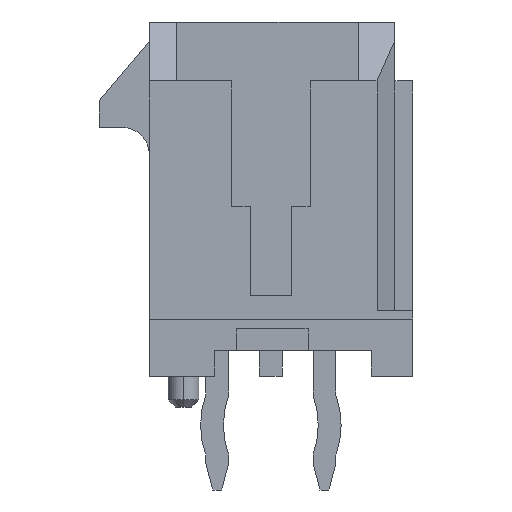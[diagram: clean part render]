
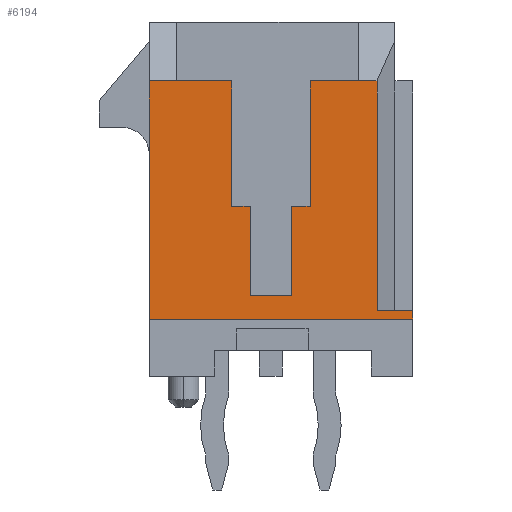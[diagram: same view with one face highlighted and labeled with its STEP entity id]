
A CAD part, left-side view. The second image highlights one B-rep face of the part: STEP entity #6194.
In plain terms, the highlighted planar face has unit normal (-1, 0, 0).
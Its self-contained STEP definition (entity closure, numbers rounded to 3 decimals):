
#1=DIRECTION('',(0.,0.,-1.));
#2=VECTOR('',#1,3.5);
#3=CARTESIAN_POINT('',(-9.325,-1.1,3.3));
#4=LINE('',#3,#2);
#5=DIRECTION('',(0.,1.,0.));
#6=VECTOR('',#5,1.35);
#7=CARTESIAN_POINT('',(-9.325,-2.45,3.3));
#8=LINE('',#7,#6);
#9=DIRECTION('',(0.,-1.,0.));
#10=VECTOR('',#9,0.52);
#11=CARTESIAN_POINT('',(-9.325,-2.45,3.3));
#12=LINE('',#11,#10);
#13=DIRECTION('',(0.,0.,-1.));
#14=VECTOR('',#13,6.41);
#15=CARTESIAN_POINT('',(-9.325,-2.97,3.3));
#16=LINE('',#15,#14);
#17=DIRECTION('',(0.,0.,-1.));
#18=VECTOR('',#17,0.25);
#19=CARTESIAN_POINT('',(-9.325,-3.97,-3.11));
#20=LINE('',#19,#18);
#21=DIRECTION('',(0.,1.,0.));
#22=VECTOR('',#21,7.37);
#23=CARTESIAN_POINT('',(-9.325,-3.97,-3.36));
#24=LINE('',#23,#22);
#25=DIRECTION('',(0.,0.,1.));
#26=VECTOR('',#25,6.66);
#27=CARTESIAN_POINT('',(-9.325,3.4,-3.36));
#28=LINE('',#27,#26);
#29=DIRECTION('',(0.,-1.,0.));
#30=VECTOR('',#29,0.76);
#31=CARTESIAN_POINT('',(-9.325,3.4,3.3));
#32=LINE('',#31,#30);
#33=DIRECTION('',(0.,1.,0.));
#34=VECTOR('',#33,1.54);
#35=CARTESIAN_POINT('',(-9.325,1.1,3.3));
#36=LINE('',#35,#34);
#37=DIRECTION('',(0.,0.,-1.));
#38=VECTOR('',#37,3.5);
#39=CARTESIAN_POINT('',(-9.325,1.1,3.3));
#40=LINE('',#39,#38);
#41=DIRECTION('',(0.,1.,0.));
#42=VECTOR('',#41,0.525);
#43=CARTESIAN_POINT('',(-9.325,0.575,-0.2));
#44=LINE('',#43,#42);
#45=DIRECTION('',(0.,0.,1.));
#46=VECTOR('',#45,2.5);
#47=CARTESIAN_POINT('',(-9.325,0.575,-2.7));
#48=LINE('',#47,#46);
#49=DIRECTION('',(0.,1.,0.));
#50=VECTOR('',#49,1.15);
#51=CARTESIAN_POINT('',(-9.325,-0.575,-2.7));
#52=LINE('',#51,#50);
#53=DIRECTION('',(0.,0.,-1.));
#54=VECTOR('',#53,2.5);
#55=CARTESIAN_POINT('',(-9.325,-0.575,-0.2));
#56=LINE('',#55,#54);
#57=DIRECTION('',(0.,1.,0.));
#58=VECTOR('',#57,0.525);
#59=CARTESIAN_POINT('',(-9.325,-1.1,-0.2));
#60=LINE('',#59,#58);
#1559=DIRECTION('',(0.,1.,0.));
#1560=VECTOR('',#1559,1.);
#1561=CARTESIAN_POINT('',(-9.325,-3.97,-3.11));
#1562=LINE('',#1561,#1560);
#4668=CARTESIAN_POINT('',(-9.325,3.4,3.3));
#4670=VERTEX_POINT('',#4668);
#4717=CARTESIAN_POINT('',(-9.325,-3.97,-3.11));
#4718=CARTESIAN_POINT('',(-9.325,-2.97,-3.11));
#4719=VERTEX_POINT('',#4717);
#4720=VERTEX_POINT('',#4718);
#4725=CARTESIAN_POINT('',(-9.325,2.64,3.3));
#4726=VERTEX_POINT('',#4725);
#4727=CARTESIAN_POINT('',(-9.325,-2.45,3.3));
#4728=VERTEX_POINT('',#4727);
#4921=CARTESIAN_POINT('',(-9.325,-1.1,3.3));
#4922=CARTESIAN_POINT('',(-9.325,-1.1,-0.2));
#4923=VERTEX_POINT('',#4921);
#4924=VERTEX_POINT('',#4922);
#4925=CARTESIAN_POINT('',(-9.325,-0.575,-0.2));
#4926=VERTEX_POINT('',#4925);
#4927=CARTESIAN_POINT('',(-9.325,-0.575,-2.7));
#4928=VERTEX_POINT('',#4927);
#4929=CARTESIAN_POINT('',(-9.325,0.575,-2.7));
#4930=VERTEX_POINT('',#4929);
#4931=CARTESIAN_POINT('',(-9.325,0.575,-0.2));
#4932=VERTEX_POINT('',#4931);
#4933=CARTESIAN_POINT('',(-9.325,1.1,-0.2));
#4934=VERTEX_POINT('',#4933);
#4935=CARTESIAN_POINT('',(-9.325,1.1,3.3));
#4936=VERTEX_POINT('',#4935);
#6045=CARTESIAN_POINT('',(-9.325,-3.97,-3.36));
#6046=CARTESIAN_POINT('',(-9.325,3.4,-3.36));
#6047=VERTEX_POINT('',#6045);
#6048=VERTEX_POINT('',#6046);
#6077=CARTESIAN_POINT('',(-9.325,-2.97,3.3));
#6078=VERTEX_POINT('',#6077);
#6155=CARTESIAN_POINT('',(-9.325,0.,0.));
#6156=DIRECTION('',(1.,0.,0.));
#6157=DIRECTION('',(0.,0.,-1.));
#6158=AXIS2_PLACEMENT_3D('',#6155,#6156,#6157);
#6159=PLANE('',#6158);
#6161=ORIENTED_EDGE('',*,*,#6160,.F.);
#6163=ORIENTED_EDGE('',*,*,#6162,.F.);
#6165=ORIENTED_EDGE('',*,*,#6164,.T.);
#6167=ORIENTED_EDGE('',*,*,#6166,.T.);
#6169=ORIENTED_EDGE('',*,*,#6168,.F.);
#6171=ORIENTED_EDGE('',*,*,#6170,.T.);
#6173=ORIENTED_EDGE('',*,*,#6172,.T.);
#6175=ORIENTED_EDGE('',*,*,#6174,.T.);
#6177=ORIENTED_EDGE('',*,*,#6176,.T.);
#6179=ORIENTED_EDGE('',*,*,#6178,.F.);
#6181=ORIENTED_EDGE('',*,*,#6180,.T.);
#6183=ORIENTED_EDGE('',*,*,#6182,.F.);
#6185=ORIENTED_EDGE('',*,*,#6184,.F.);
#6187=ORIENTED_EDGE('',*,*,#6186,.F.);
#6189=ORIENTED_EDGE('',*,*,#6188,.F.);
#6191=ORIENTED_EDGE('',*,*,#6190,.F.);
#6192=EDGE_LOOP('',(#6161,#6163,#6165,#6167,#6169,#6171,#6173,#6175,#6177,#6179,
#6181,#6183,#6185,#6187,#6189,#6191));
#6193=FACE_OUTER_BOUND('',#6192,.F.);
#6194=ADVANCED_FACE('',(#6193),#6159,.F.);
#6160=EDGE_CURVE('',#4923,#4924,#4,.T.);
#6162=EDGE_CURVE('',#4728,#4923,#8,.T.);
#6164=EDGE_CURVE('',#4728,#6078,#12,.T.);
#6166=EDGE_CURVE('',#6078,#4720,#16,.T.);
#6168=EDGE_CURVE('',#4719,#4720,#1562,.T.);
#6170=EDGE_CURVE('',#4719,#6047,#20,.T.);
#6172=EDGE_CURVE('',#6047,#6048,#24,.T.);
#6174=EDGE_CURVE('',#6048,#4670,#28,.T.);
#6176=EDGE_CURVE('',#4670,#4726,#32,.T.);
#6178=EDGE_CURVE('',#4936,#4726,#36,.T.);
#6180=EDGE_CURVE('',#4936,#4934,#40,.T.);
#6182=EDGE_CURVE('',#4932,#4934,#44,.T.);
#6184=EDGE_CURVE('',#4930,#4932,#48,.T.);
#6186=EDGE_CURVE('',#4928,#4930,#52,.T.);
#6188=EDGE_CURVE('',#4926,#4928,#56,.T.);
#6190=EDGE_CURVE('',#4924,#4926,#60,.T.);
